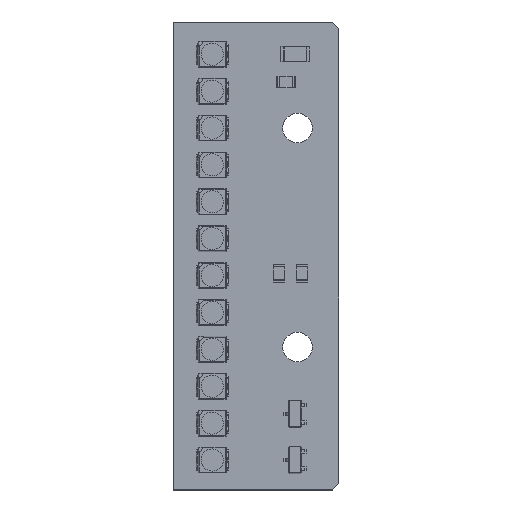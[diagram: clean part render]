
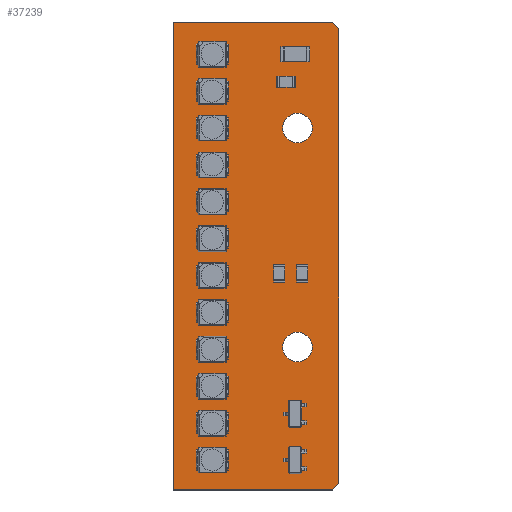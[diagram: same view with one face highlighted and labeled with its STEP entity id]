
A CAD part, top view. The second image highlights one B-rep face of the part: STEP entity #37239.
In plain terms, the highlighted planar face has unit normal (0, 0, 1).
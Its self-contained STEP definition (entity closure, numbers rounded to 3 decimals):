
#36834 = VERTEX_POINT('',#36835);
#36835 = CARTESIAN_POINT('',(116.5,-66.,1.6));
#36842 = PLANE('',#36843);
#36843 = AXIS2_PLACEMENT_3D('',#36844,#36845,#36846);
#36844 = CARTESIAN_POINT('',(116.5,-66.,0.));
#36845 = DIRECTION('',(0.,-1.,0.));
#36846 = DIRECTION('',(-1.,0.,0.));
#36854 = PLANE('',#36855);
#36855 = AXIS2_PLACEMENT_3D('',#36856,#36857,#36858);
#36856 = CARTESIAN_POINT('',(117.25,-66.75,0.));
#36857 = DIRECTION('',(-0.707,-0.707,0.));
#36858 = DIRECTION('',(-0.707,0.707,0.));
#36866 = EDGE_CURVE('',#36834,#36867,#36869,.T.);
#36867 = VERTEX_POINT('',#36868);
#36868 = CARTESIAN_POINT('',(99.25,-66.,1.6));
#36869 = SURFACE_CURVE('',#36870,(#36874,#36881),.PCURVE_S1.);
#36870 = LINE('',#36871,#36872);
#36871 = CARTESIAN_POINT('',(116.5,-66.,1.6));
#36872 = VECTOR('',#36873,1.);
#36873 = DIRECTION('',(-1.,0.,0.));
#36874 = PCURVE('',#36842,#36875);
#36875 = DEFINITIONAL_REPRESENTATION('',(#36876),#36880);
#36876 = LINE('',#36877,#36878);
#36877 = CARTESIAN_POINT('',(0.,-1.6));
#36878 = VECTOR('',#36879,1.);
#36879 = DIRECTION('',(1.,0.));
#36880 = ( GEOMETRIC_REPRESENTATION_CONTEXT(2) 
PARAMETRIC_REPRESENTATION_CONTEXT() REPRESENTATION_CONTEXT('2D SPACE',''
  ) );
#36881 = PCURVE('',#36882,#36887);
#36882 = PLANE('',#36883);
#36883 = AXIS2_PLACEMENT_3D('',#36884,#36885,#36886);
#36884 = CARTESIAN_POINT('',(108.19,-91.375,1.6));
#36885 = DIRECTION('',(0.,0.,1.));
#36886 = DIRECTION('',(1.,0.,-0.));
#36887 = DEFINITIONAL_REPRESENTATION('',(#36888),#36892);
#36888 = LINE('',#36889,#36890);
#36889 = CARTESIAN_POINT('',(8.31,25.375));
#36890 = VECTOR('',#36891,1.);
#36891 = DIRECTION('',(-1.,0.));
#36892 = ( GEOMETRIC_REPRESENTATION_CONTEXT(2) 
PARAMETRIC_REPRESENTATION_CONTEXT() REPRESENTATION_CONTEXT('2D SPACE',''
  ) );
#36910 = PLANE('',#36911);
#36911 = AXIS2_PLACEMENT_3D('',#36912,#36913,#36914);
#36912 = CARTESIAN_POINT('',(99.25,-66.,0.));
#36913 = DIRECTION('',(1.,0.,-0.));
#36914 = DIRECTION('',(0.,-1.,0.));
#36954 = VERTEX_POINT('',#36955);
#36955 = CARTESIAN_POINT('',(117.25,-66.75,1.6));
#36969 = PLANE('',#36970);
#36970 = AXIS2_PLACEMENT_3D('',#36971,#36972,#36973);
#36971 = CARTESIAN_POINT('',(117.25,-116.,0.));
#36972 = DIRECTION('',(-1.,0.,0.));
#36973 = DIRECTION('',(0.,1.,0.));
#36981 = EDGE_CURVE('',#36954,#36834,#36982,.T.);
#36982 = SURFACE_CURVE('',#36983,(#36987,#36994),.PCURVE_S1.);
#36983 = LINE('',#36984,#36985);
#36984 = CARTESIAN_POINT('',(117.25,-66.75,1.6));
#36985 = VECTOR('',#36986,1.);
#36986 = DIRECTION('',(-0.707,0.707,0.));
#36987 = PCURVE('',#36854,#36988);
#36988 = DEFINITIONAL_REPRESENTATION('',(#36989),#36993);
#36989 = LINE('',#36990,#36991);
#36990 = CARTESIAN_POINT('',(0.,-1.6));
#36991 = VECTOR('',#36992,1.);
#36992 = DIRECTION('',(1.,0.));
#36993 = ( GEOMETRIC_REPRESENTATION_CONTEXT(2) 
PARAMETRIC_REPRESENTATION_CONTEXT() REPRESENTATION_CONTEXT('2D SPACE',''
  ) );
#36994 = PCURVE('',#36882,#36995);
#36995 = DEFINITIONAL_REPRESENTATION('',(#36996),#37000);
#36996 = LINE('',#36997,#36998);
#36997 = CARTESIAN_POINT('',(9.06,24.625));
#36998 = VECTOR('',#36999,1.);
#36999 = DIRECTION('',(-0.707,0.707));
#37000 = ( GEOMETRIC_REPRESENTATION_CONTEXT(2) 
PARAMETRIC_REPRESENTATION_CONTEXT() REPRESENTATION_CONTEXT('2D SPACE',''
  ) );
#37028 = EDGE_CURVE('',#36867,#37029,#37031,.T.);
#37029 = VERTEX_POINT('',#37030);
#37030 = CARTESIAN_POINT('',(99.25,-116.75,1.6));
#37031 = SURFACE_CURVE('',#37032,(#37036,#37043),.PCURVE_S1.);
#37032 = LINE('',#37033,#37034);
#37033 = CARTESIAN_POINT('',(99.25,-66.,1.6));
#37034 = VECTOR('',#37035,1.);
#37035 = DIRECTION('',(0.,-1.,0.));
#37036 = PCURVE('',#36910,#37037);
#37037 = DEFINITIONAL_REPRESENTATION('',(#37038),#37042);
#37038 = LINE('',#37039,#37040);
#37039 = CARTESIAN_POINT('',(0.,-1.6));
#37040 = VECTOR('',#37041,1.);
#37041 = DIRECTION('',(1.,0.));
#37042 = ( GEOMETRIC_REPRESENTATION_CONTEXT(2) 
PARAMETRIC_REPRESENTATION_CONTEXT() REPRESENTATION_CONTEXT('2D SPACE',''
  ) );
#37043 = PCURVE('',#36882,#37044);
#37044 = DEFINITIONAL_REPRESENTATION('',(#37045),#37049);
#37045 = LINE('',#37046,#37047);
#37046 = CARTESIAN_POINT('',(-8.94,25.375));
#37047 = VECTOR('',#37048,1.);
#37048 = DIRECTION('',(0.,-1.));
#37049 = ( GEOMETRIC_REPRESENTATION_CONTEXT(2) 
PARAMETRIC_REPRESENTATION_CONTEXT() REPRESENTATION_CONTEXT('2D SPACE',''
  ) );
#37067 = PLANE('',#37068);
#37068 = AXIS2_PLACEMENT_3D('',#37069,#37070,#37071);
#37069 = CARTESIAN_POINT('',(99.25,-116.75,0.));
#37070 = DIRECTION('',(0.,1.,0.));
#37071 = DIRECTION('',(1.,0.,0.));
#37144 = PLANE('',#37145);
#37145 = AXIS2_PLACEMENT_3D('',#37146,#37147,#37148);
#37146 = CARTESIAN_POINT('',(116.5,-116.75,0.));
#37147 = DIRECTION('',(-0.707,0.707,0.));
#37148 = DIRECTION('',(0.707,0.707,0.));
#37197 = CYLINDRICAL_SURFACE('',#37198,1.6);
#37198 = AXIS2_PLACEMENT_3D('',#37199,#37200,#37201);
#37199 = CARTESIAN_POINT('',(112.75,-77.5,-0.8));
#37200 = DIRECTION('',(0.,0.,1.));
#37201 = DIRECTION('',(1.,0.,-0.));
#37228 = CYLINDRICAL_SURFACE('',#37229,1.6);
#37229 = AXIS2_PLACEMENT_3D('',#37230,#37231,#37232);
#37230 = CARTESIAN_POINT('',(112.75,-101.25,-0.8));
#37231 = DIRECTION('',(0.,0.,1.));
#37232 = DIRECTION('',(1.,0.,-0.));
#37239 = ADVANCED_FACE('',(#37240,#37312,#37338),#36882,.T.);
#37240 = FACE_BOUND('',#37241,.T.);
#37241 = EDGE_LOOP('',(#37242,#37243,#37244,#37267,#37290,#37311));
#37242 = ORIENTED_EDGE('',*,*,#36866,.T.);
#37243 = ORIENTED_EDGE('',*,*,#37028,.T.);
#37244 = ORIENTED_EDGE('',*,*,#37245,.T.);
#37245 = EDGE_CURVE('',#37029,#37246,#37248,.T.);
#37246 = VERTEX_POINT('',#37247);
#37247 = CARTESIAN_POINT('',(116.5,-116.75,1.6));
#37248 = SURFACE_CURVE('',#37249,(#37253,#37260),.PCURVE_S1.);
#37249 = LINE('',#37250,#37251);
#37250 = CARTESIAN_POINT('',(99.25,-116.75,1.6));
#37251 = VECTOR('',#37252,1.);
#37252 = DIRECTION('',(1.,0.,0.));
#37253 = PCURVE('',#36882,#37254);
#37254 = DEFINITIONAL_REPRESENTATION('',(#37255),#37259);
#37255 = LINE('',#37256,#37257);
#37256 = CARTESIAN_POINT('',(-8.94,-25.375));
#37257 = VECTOR('',#37258,1.);
#37258 = DIRECTION('',(1.,0.));
#37259 = ( GEOMETRIC_REPRESENTATION_CONTEXT(2) 
PARAMETRIC_REPRESENTATION_CONTEXT() REPRESENTATION_CONTEXT('2D SPACE',''
  ) );
#37260 = PCURVE('',#37067,#37261);
#37261 = DEFINITIONAL_REPRESENTATION('',(#37262),#37266);
#37262 = LINE('',#37263,#37264);
#37263 = CARTESIAN_POINT('',(0.,-1.6));
#37264 = VECTOR('',#37265,1.);
#37265 = DIRECTION('',(1.,0.));
#37266 = ( GEOMETRIC_REPRESENTATION_CONTEXT(2) 
PARAMETRIC_REPRESENTATION_CONTEXT() REPRESENTATION_CONTEXT('2D SPACE',''
  ) );
#37267 = ORIENTED_EDGE('',*,*,#37268,.T.);
#37268 = EDGE_CURVE('',#37246,#37269,#37271,.T.);
#37269 = VERTEX_POINT('',#37270);
#37270 = CARTESIAN_POINT('',(117.25,-116.,1.6));
#37271 = SURFACE_CURVE('',#37272,(#37276,#37283),.PCURVE_S1.);
#37272 = LINE('',#37273,#37274);
#37273 = CARTESIAN_POINT('',(116.5,-116.75,1.6));
#37274 = VECTOR('',#37275,1.);
#37275 = DIRECTION('',(0.707,0.707,0.));
#37276 = PCURVE('',#36882,#37277);
#37277 = DEFINITIONAL_REPRESENTATION('',(#37278),#37282);
#37278 = LINE('',#37279,#37280);
#37279 = CARTESIAN_POINT('',(8.31,-25.375));
#37280 = VECTOR('',#37281,1.);
#37281 = DIRECTION('',(0.707,0.707));
#37282 = ( GEOMETRIC_REPRESENTATION_CONTEXT(2) 
PARAMETRIC_REPRESENTATION_CONTEXT() REPRESENTATION_CONTEXT('2D SPACE',''
  ) );
#37283 = PCURVE('',#37144,#37284);
#37284 = DEFINITIONAL_REPRESENTATION('',(#37285),#37289);
#37285 = LINE('',#37286,#37287);
#37286 = CARTESIAN_POINT('',(0.,-1.6));
#37287 = VECTOR('',#37288,1.);
#37288 = DIRECTION('',(1.,0.));
#37289 = ( GEOMETRIC_REPRESENTATION_CONTEXT(2) 
PARAMETRIC_REPRESENTATION_CONTEXT() REPRESENTATION_CONTEXT('2D SPACE',''
  ) );
#37290 = ORIENTED_EDGE('',*,*,#37291,.T.);
#37291 = EDGE_CURVE('',#37269,#36954,#37292,.T.);
#37292 = SURFACE_CURVE('',#37293,(#37297,#37304),.PCURVE_S1.);
#37293 = LINE('',#37294,#37295);
#37294 = CARTESIAN_POINT('',(117.25,-116.,1.6));
#37295 = VECTOR('',#37296,1.);
#37296 = DIRECTION('',(0.,1.,0.));
#37297 = PCURVE('',#36882,#37298);
#37298 = DEFINITIONAL_REPRESENTATION('',(#37299),#37303);
#37299 = LINE('',#37300,#37301);
#37300 = CARTESIAN_POINT('',(9.06,-24.625));
#37301 = VECTOR('',#37302,1.);
#37302 = DIRECTION('',(0.,1.));
#37303 = ( GEOMETRIC_REPRESENTATION_CONTEXT(2) 
PARAMETRIC_REPRESENTATION_CONTEXT() REPRESENTATION_CONTEXT('2D SPACE',''
  ) );
#37304 = PCURVE('',#36969,#37305);
#37305 = DEFINITIONAL_REPRESENTATION('',(#37306),#37310);
#37306 = LINE('',#37307,#37308);
#37307 = CARTESIAN_POINT('',(0.,-1.6));
#37308 = VECTOR('',#37309,1.);
#37309 = DIRECTION('',(1.,0.));
#37310 = ( GEOMETRIC_REPRESENTATION_CONTEXT(2) 
PARAMETRIC_REPRESENTATION_CONTEXT() REPRESENTATION_CONTEXT('2D SPACE',''
  ) );
#37311 = ORIENTED_EDGE('',*,*,#36981,.T.);
#37312 = FACE_BOUND('',#37313,.T.);
#37313 = EDGE_LOOP('',(#37314));
#37314 = ORIENTED_EDGE('',*,*,#37315,.F.);
#37315 = EDGE_CURVE('',#37316,#37316,#37318,.T.);
#37316 = VERTEX_POINT('',#37317);
#37317 = CARTESIAN_POINT('',(114.35,-77.5,1.6));
#37318 = SURFACE_CURVE('',#37319,(#37324,#37331),.PCURVE_S1.);
#37319 = CIRCLE('',#37320,1.6);
#37320 = AXIS2_PLACEMENT_3D('',#37321,#37322,#37323);
#37321 = CARTESIAN_POINT('',(112.75,-77.5,1.6));
#37322 = DIRECTION('',(0.,0.,1.));
#37323 = DIRECTION('',(1.,0.,-0.));
#37324 = PCURVE('',#36882,#37325);
#37325 = DEFINITIONAL_REPRESENTATION('',(#37326),#37330);
#37326 = CIRCLE('',#37327,1.6);
#37327 = AXIS2_PLACEMENT_2D('',#37328,#37329);
#37328 = CARTESIAN_POINT('',(4.56,13.875));
#37329 = DIRECTION('',(1.,0.));
#37330 = ( GEOMETRIC_REPRESENTATION_CONTEXT(2) 
PARAMETRIC_REPRESENTATION_CONTEXT() REPRESENTATION_CONTEXT('2D SPACE',''
  ) );
#37331 = PCURVE('',#37197,#37332);
#37332 = DEFINITIONAL_REPRESENTATION('',(#37333),#37337);
#37333 = LINE('',#37334,#37335);
#37334 = CARTESIAN_POINT('',(0.,2.4));
#37335 = VECTOR('',#37336,1.);
#37336 = DIRECTION('',(1.,0.));
#37337 = ( GEOMETRIC_REPRESENTATION_CONTEXT(2) 
PARAMETRIC_REPRESENTATION_CONTEXT() REPRESENTATION_CONTEXT('2D SPACE',''
  ) );
#37338 = FACE_BOUND('',#37339,.T.);
#37339 = EDGE_LOOP('',(#37340));
#37340 = ORIENTED_EDGE('',*,*,#37341,.F.);
#37341 = EDGE_CURVE('',#37342,#37342,#37344,.T.);
#37342 = VERTEX_POINT('',#37343);
#37343 = CARTESIAN_POINT('',(114.35,-101.25,1.6));
#37344 = SURFACE_CURVE('',#37345,(#37350,#37357),.PCURVE_S1.);
#37345 = CIRCLE('',#37346,1.6);
#37346 = AXIS2_PLACEMENT_3D('',#37347,#37348,#37349);
#37347 = CARTESIAN_POINT('',(112.75,-101.25,1.6));
#37348 = DIRECTION('',(0.,0.,1.));
#37349 = DIRECTION('',(1.,0.,-0.));
#37350 = PCURVE('',#36882,#37351);
#37351 = DEFINITIONAL_REPRESENTATION('',(#37352),#37356);
#37352 = CIRCLE('',#37353,1.6);
#37353 = AXIS2_PLACEMENT_2D('',#37354,#37355);
#37354 = CARTESIAN_POINT('',(4.56,-9.875));
#37355 = DIRECTION('',(1.,0.));
#37356 = ( GEOMETRIC_REPRESENTATION_CONTEXT(2) 
PARAMETRIC_REPRESENTATION_CONTEXT() REPRESENTATION_CONTEXT('2D SPACE',''
  ) );
#37357 = PCURVE('',#37228,#37358);
#37358 = DEFINITIONAL_REPRESENTATION('',(#37359),#37363);
#37359 = LINE('',#37360,#37361);
#37360 = CARTESIAN_POINT('',(0.,2.4));
#37361 = VECTOR('',#37362,1.);
#37362 = DIRECTION('',(1.,0.));
#37363 = ( GEOMETRIC_REPRESENTATION_CONTEXT(2) 
PARAMETRIC_REPRESENTATION_CONTEXT() REPRESENTATION_CONTEXT('2D SPACE',''
  ) );
